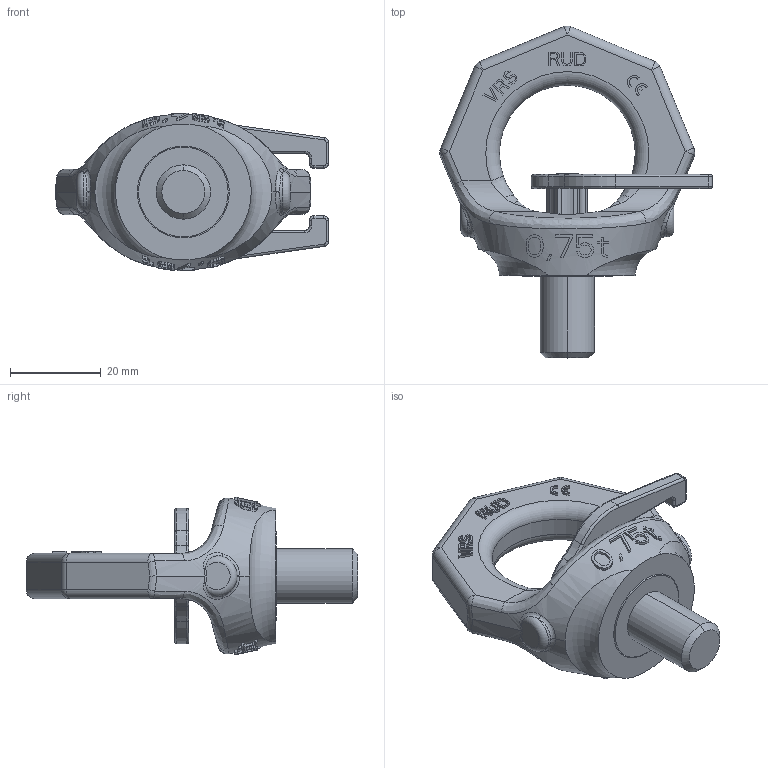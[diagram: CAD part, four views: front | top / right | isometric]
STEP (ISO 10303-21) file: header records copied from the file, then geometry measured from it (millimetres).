
FILE_DESCRIPTION((''),'2;1');
FILE_NAME('001-M35306-P-2_ASM','2018-08-21T',('Andreas.Wendler'),(''),'PRO/ENGINEER BY PARAMETRIC TECHNOLOGY CORPORATION, 2011490','PRO/ENGINEER BY PARAMETRIC TECHNOLOGY CORPORATION, 2011490','');
FILE_SCHEMA(('CONFIG_CONTROL_DESIGN'));
Length unit declared in the file: millimetre
Products named in the file (4): 001-M35306-P-1; 001-M35103-P-1; 001-M33191-P-2; 001-M35306-P-2_ASM
Assembly tree (3 placements, depth 2):
  001-M35306-P-2_ASM
    001-M35306-P-1
    001-M35103-P-1
    001-M33191-P-2
Bounding box: 60.17 x 73.28 x 34.8 mm (x, y, z)
Volume: 28010.7 mm3; surface area: 11991.2 mm2
Topology: 3 solids, 3 shells, 774 faces, 2095 edges, 1360 vertices
Faces by surface type: plane 594, cylinder 76, bspline 60, torus 32, sphere 10, cone 2
Entity records: 28970 total; most frequent: CARTESIAN_POINT 10545, ORIENTED_EDGE 4190, DIRECTION 3209, EDGE_CURVE 2095, VERTEX_POINT 1360, VECTOR 1303, LINE 1303, AXIS2_PLACEMENT_3D 953
